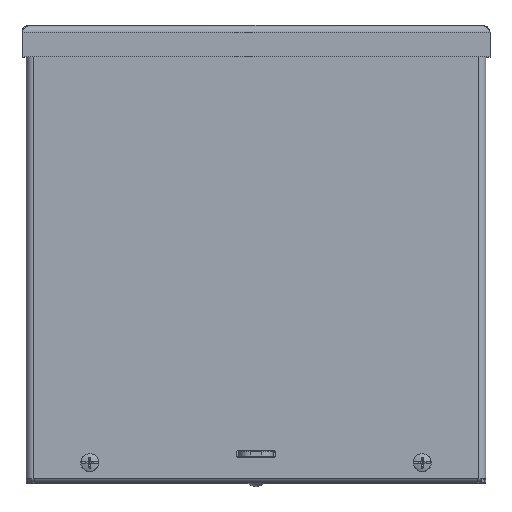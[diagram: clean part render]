
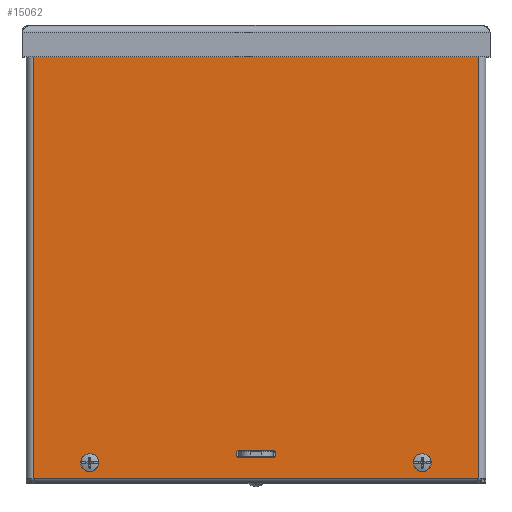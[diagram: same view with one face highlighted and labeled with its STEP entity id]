
A CAD part, top view. The second image highlights one B-rep face of the part: STEP entity #15062.
In plain terms, the highlighted planar face has unit normal (0, 0, 1).
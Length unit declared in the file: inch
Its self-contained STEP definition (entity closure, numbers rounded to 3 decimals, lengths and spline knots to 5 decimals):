
#18 = VECTOR ( 'NONE', #9888, 39.37008 ) ;
#156 = DIRECTION ( 'NONE',  ( 0., 0., 1. ) ) ;
#243 = ORIENTED_EDGE ( 'NONE', *, *, #6390, .F. ) ;
#253 = DIRECTION ( 'NONE',  ( 1., 0., 0. ) ) ;
#261 = EDGE_CURVE ( 'NONE', #2014, #14721, #4005, .T. ) ;
#335 = LINE ( 'NONE', #7313, #14188 ) ;
#630 = DIRECTION ( 'NONE',  ( 0., 0., 1. ) ) ;
#632 = ORIENTED_EDGE ( 'NONE', *, *, #261, .F. ) ;
#690 = DIRECTION ( 'NONE',  ( -0.707, 0.707, 0. ) ) ;
#913 = EDGE_CURVE ( 'NONE', #2014, #13329, #1790, .T. ) ;
#1138 = VERTEX_POINT ( 'NONE', #15785 ) ;
#1212 = VERTEX_POINT ( 'NONE', #14638 ) ;
#1282 = AXIS2_PLACEMENT_3D ( 'NONE', #11006, #13628, #5303 ) ;
#1674 = AXIS2_PLACEMENT_3D ( 'NONE', #9150, #4781, #3445 ) ;
#1713 = ORIENTED_EDGE ( 'NONE', *, *, #9038, .T. ) ;
#1748 = VECTOR ( 'NONE', #13252, 39.37008 ) ;
#1790 = LINE ( 'NONE', #14873, #16341 ) ;
#1869 = AXIS2_PLACEMENT_3D ( 'NONE', #8928, #630, #690 ) ;
#2014 = VERTEX_POINT ( 'NONE', #16517 ) ;
#2058 = DIRECTION ( 'NONE',  ( 1., 0., 0. ) ) ;
#2119 = DIRECTION ( 'NONE',  ( 0.707, 0.707, 0. ) ) ;
#2138 = CIRCLE ( 'NONE', #13820, 0.125 ) ;
#2219 = CIRCLE ( 'NONE', #4214, 0.03125 ) ;
#2237 = CARTESIAN_POINT ( 'NONE',  ( 4.90625, 4.95312, 4.19362 ) ) ;
#2260 = CARTESIAN_POINT ( 'NONE',  ( -4.90625, -4.92188, 4.19362 ) ) ;
#2340 = FACE_BOUND ( 'NONE', #15439, .T. ) ;
#2395 = LINE ( 'NONE', #3315, #1748 ) ;
#2455 = DIRECTION ( 'NONE',  ( 0., 1., 0. ) ) ;
#2728 = EDGE_LOOP ( 'NONE', ( #11741, #5963, #8422, #9068 ) ) ;
#2758 = VERTEX_POINT ( 'NONE', #4231 ) ;
#2865 = CARTESIAN_POINT ( 'NONE',  ( -3.53125, -4.5625, 4.19362 ) ) ;
#3132 = LINE ( 'NONE', #13920, #17686 ) ;
#3198 = EDGE_LOOP ( 'NONE', ( #17337 ) ) ;
#3315 = CARTESIAN_POINT ( 'NONE',  ( -0.21094, -4.28988, 4.19362 ) ) ;
#3445 = DIRECTION ( 'NONE',  ( 1., 0., 0. ) ) ;
#3930 = VERTEX_POINT ( 'NONE', #2237 ) ;
#4005 = CIRCLE ( 'NONE', #11927, 0.03125 ) ;
#4034 = VERTEX_POINT ( 'NONE', #13949 ) ;
#4151 = DIRECTION ( 'NONE',  ( -1., 0., 0. ) ) ;
#4208 = PLANE ( 'NONE',  #14835 ) ;
#4214 = AXIS2_PLACEMENT_3D ( 'NONE', #15832, #11685, #2119 ) ;
#4231 = CARTESIAN_POINT ( 'NONE',  ( -3.53125, 4.59375, 4.19362 ) ) ;
#4297 = EDGE_CURVE ( 'NONE', #17874, #16118, #14722, .T. ) ;
#4448 = ORIENTED_EDGE ( 'NONE', *, *, #6362, .T. ) ;
#4669 = VERTEX_POINT ( 'NONE', #12409 ) ;
#4781 = DIRECTION ( 'NONE',  ( 0., 0., -1. ) ) ;
#4856 = ORIENTED_EDGE ( 'NONE', *, *, #10113, .T. ) ;
#4907 = VERTEX_POINT ( 'NONE', #2865 ) ;
#4963 = VERTEX_POINT ( 'NONE', #13022 ) ;
#5066 = EDGE_CURVE ( 'NONE', #1212, #3930, #16676, .T. ) ;
#5303 = DIRECTION ( 'NONE',  ( 1., 0., 0. ) ) ;
#5426 = VERTEX_POINT ( 'NONE', #12878 ) ;
#5795 = EDGE_LOOP ( 'NONE', ( #17745, #7551, #17936, #632, #16865, #15649, #1713, #243 ) ) ;
#5911 = EDGE_CURVE ( 'NONE', #17874, #14721, #335, .T. ) ;
#5963 = ORIENTED_EDGE ( 'NONE', *, *, #11028, .T. ) ;
#6211 = VERTEX_POINT ( 'NONE', #2260 ) ;
#6259 = DIRECTION ( 'NONE',  ( 1., 0., 0. ) ) ;
#6362 = EDGE_CURVE ( 'NONE', #4907, #4907, #17870, .T. ) ;
#6390 = EDGE_CURVE ( 'NONE', #5426, #1138, #2219, .T. ) ;
#6515 = EDGE_LOOP ( 'NONE', ( #4856 ) ) ;
#6517 = VECTOR ( 'NONE', #8371, 39.37008 ) ;
#6859 = DIRECTION ( 'NONE',  ( 0.707, -0.707, 0. ) ) ;
#6906 = VECTOR ( 'NONE', #8739, 39.37008 ) ;
#7129 = FACE_BOUND ( 'NONE', #3198, .T. ) ;
#7180 = CARTESIAN_POINT ( 'NONE',  ( -0.42188, -4.32113, 4.19362 ) ) ;
#7313 = CARTESIAN_POINT ( 'NONE',  ( 0.21094, -4.44613, 4.19362 ) ) ;
#7551 = ORIENTED_EDGE ( 'NONE', *, *, #4297, .F. ) ;
#7676 = DIRECTION ( 'NONE',  ( 0., 0., -1. ) ) ;
#7785 = EDGE_CURVE ( 'NONE', #2758, #2758, #13098, .T. ) ;
#7948 = CARTESIAN_POINT ( 'NONE',  ( -0.39063, -4.41488, 4.19362 ) ) ;
#8044 = DIRECTION ( 'NONE',  ( 0., -1., 0. ) ) ;
#8144 = CARTESIAN_POINT ( 'NONE',  ( -4.90625, 2.48438, 4.19362 ) ) ;
#8371 = DIRECTION ( 'NONE',  ( 0., -1., 0. ) ) ;
#8422 = ORIENTED_EDGE ( 'NONE', *, *, #12200, .T. ) ;
#8571 = DIRECTION ( 'NONE',  ( -1., 0., 0. ) ) ;
#8739 = DIRECTION ( 'NONE',  ( 0., 1., 0. ) ) ;
#8928 = CARTESIAN_POINT ( 'NONE',  ( -0.39063, -4.32113, 4.19362 ) ) ;
#9038 = EDGE_CURVE ( 'NONE', #9846, #1138, #2395, .T. ) ;
#9068 = ORIENTED_EDGE ( 'NONE', *, *, #10030, .T. ) ;
#9150 = CARTESIAN_POINT ( 'NONE',  ( -3.65625, -4.5625, 4.19362 ) ) ;
#9261 = EDGE_LOOP ( 'NONE', ( #17502 ) ) ;
#9846 = VERTEX_POINT ( 'NONE', #13833 ) ;
#9888 = DIRECTION ( 'NONE',  ( 1., 0., 0. ) ) ;
#10030 = EDGE_CURVE ( 'NONE', #6211, #1212, #13865, .T. ) ;
#10113 = EDGE_CURVE ( 'NONE', #4034, #4034, #2138, .T. ) ;
#10599 = VECTOR ( 'NONE', #8044, 39.37008 ) ;
#10814 = CIRCLE ( 'NONE', #1869, 0.03125 ) ;
#10952 = EDGE_CURVE ( 'NONE', #4669, #4669, #16380, .T. ) ;
#11006 = CARTESIAN_POINT ( 'NONE',  ( 3.65625, 4.59375, 4.19362 ) ) ;
#11028 = EDGE_CURVE ( 'NONE', #3930, #4963, #3132, .T. ) ;
#11508 = CARTESIAN_POINT ( 'NONE',  ( 4.90625, -2.45313, 4.19362 ) ) ;
#11569 = CARTESIAN_POINT ( 'NONE',  ( 3.65625, -4.5625, 4.19362 ) ) ;
#11685 = DIRECTION ( 'NONE',  ( 0., 0., 1. ) ) ;
#11741 = ORIENTED_EDGE ( 'NONE', *, *, #5066, .T. ) ;
#11907 = CARTESIAN_POINT ( 'NONE',  ( -0.39063, -4.44613, 4.19362 ) ) ;
#11927 = AXIS2_PLACEMENT_3D ( 'NONE', #7948, #14615, #17656 ) ;
#12074 = FACE_BOUND ( 'NONE', #5795, .T. ) ;
#12200 = EDGE_CURVE ( 'NONE', #4963, #6211, #12572, .T. ) ;
#12405 = CARTESIAN_POINT ( 'NONE',  ( 0.39063, -4.41488, 4.19362 ) ) ;
#12409 = CARTESIAN_POINT ( 'NONE',  ( 3.78125, 4.59375, 4.19362 ) ) ;
#12416 = EDGE_CURVE ( 'NONE', #9846, #13329, #10814, .T. ) ;
#12465 = CARTESIAN_POINT ( 'NONE',  ( 0.42187, -4.41488, 4.19362 ) ) ;
#12546 = AXIS2_PLACEMENT_3D ( 'NONE', #15960, #7676, #6259 ) ;
#12572 = LINE ( 'NONE', #8144, #6517 ) ;
#12878 = CARTESIAN_POINT ( 'NONE',  ( 0.42187, -4.32113, 4.19362 ) ) ;
#12968 = FACE_OUTER_BOUND ( 'NONE', #2728, .T. ) ;
#13022 = CARTESIAN_POINT ( 'NONE',  ( -4.90625, 4.95312, 4.19362 ) ) ;
#13098 = CIRCLE ( 'NONE', #12546, 0.125 ) ;
#13252 = DIRECTION ( 'NONE',  ( 1., 0., 0. ) ) ;
#13329 = VERTEX_POINT ( 'NONE', #7180 ) ;
#13628 = DIRECTION ( 'NONE',  ( 0., 0., -1. ) ) ;
#13646 = LINE ( 'NONE', #16291, #10599 ) ;
#13820 = AXIS2_PLACEMENT_3D ( 'NONE', #11569, #15893, #2058 ) ;
#13833 = CARTESIAN_POINT ( 'NONE',  ( -0.39063, -4.28988, 4.19362 ) ) ;
#13865 = LINE ( 'NONE', #14262, #18 ) ;
#13920 = CARTESIAN_POINT ( 'NONE',  ( 5.059, 4.95313, 4.19362 ) ) ;
#13949 = CARTESIAN_POINT ( 'NONE',  ( 3.78125, -4.5625, 4.19362 ) ) ;
#14188 = VECTOR ( 'NONE', #8571, 39.37008 ) ;
#14262 = CARTESIAN_POINT ( 'NONE',  ( -5.059, -4.92188, 4.19362 ) ) ;
#14496 = FACE_BOUND ( 'NONE', #6515, .T. ) ;
#14615 = DIRECTION ( 'NONE',  ( 0., 0., 1. ) ) ;
#14638 = CARTESIAN_POINT ( 'NONE',  ( 4.90625, -4.92188, 4.19362 ) ) ;
#14721 = VERTEX_POINT ( 'NONE', #11907 ) ;
#14722 = CIRCLE ( 'NONE', #15194, 0.03125 ) ;
#14835 = AXIS2_PLACEMENT_3D ( 'NONE', #16672, #15426, #253 ) ;
#14873 = CARTESIAN_POINT ( 'NONE',  ( -0.42188, -2.21525, 4.19362 ) ) ;
#15062 = ADVANCED_FACE ( 'NONE', ( #12968, #2340, #7129, #12074, #14496, #16686 ), #4208, .F. ) ;
#15194 = AXIS2_PLACEMENT_3D ( 'NONE', #12405, #156, #6859 ) ;
#15426 = DIRECTION ( 'NONE',  ( 0., 0., -1. ) ) ;
#15439 = EDGE_LOOP ( 'NONE', ( #4448 ) ) ;
#15649 = ORIENTED_EDGE ( 'NONE', *, *, #12416, .F. ) ;
#15785 = CARTESIAN_POINT ( 'NONE',  ( 0.39062, -4.28988, 4.19362 ) ) ;
#15832 = CARTESIAN_POINT ( 'NONE',  ( 0.39063, -4.32113, 4.19362 ) ) ;
#15893 = DIRECTION ( 'NONE',  ( 0., 0., -1. ) ) ;
#15960 = CARTESIAN_POINT ( 'NONE',  ( -3.65625, 4.59375, 4.19362 ) ) ;
#16118 = VERTEX_POINT ( 'NONE', #12465 ) ;
#16291 = CARTESIAN_POINT ( 'NONE',  ( 0.42188, -2.13713, 4.19362 ) ) ;
#16341 = VECTOR ( 'NONE', #2455, 39.37008 ) ;
#16380 = CIRCLE ( 'NONE', #1282, 0.125 ) ;
#16517 = CARTESIAN_POINT ( 'NONE',  ( -0.42188, -4.41488, 4.19362 ) ) ;
#16672 = CARTESIAN_POINT ( 'NONE',  ( 0., 0.01562, 4.19362 ) ) ;
#16676 = LINE ( 'NONE', #11508, #6906 ) ;
#16686 = FACE_BOUND ( 'NONE', #9261, .T. ) ;
#16865 = ORIENTED_EDGE ( 'NONE', *, *, #913, .T. ) ;
#17337 = ORIENTED_EDGE ( 'NONE', *, *, #7785, .T. ) ;
#17502 = ORIENTED_EDGE ( 'NONE', *, *, #10952, .T. ) ;
#17528 = EDGE_CURVE ( 'NONE', #5426, #16118, #13646, .T. ) ;
#17656 = DIRECTION ( 'NONE',  ( -0.707, -0.707, 0. ) ) ;
#17674 = CARTESIAN_POINT ( 'NONE',  ( 0.39062, -4.44613, 4.19362 ) ) ;
#17686 = VECTOR ( 'NONE', #4151, 39.37008 ) ;
#17745 = ORIENTED_EDGE ( 'NONE', *, *, #17528, .T. ) ;
#17870 = CIRCLE ( 'NONE', #1674, 0.125 ) ;
#17874 = VERTEX_POINT ( 'NONE', #17674 ) ;
#17936 = ORIENTED_EDGE ( 'NONE', *, *, #5911, .T. ) ;
